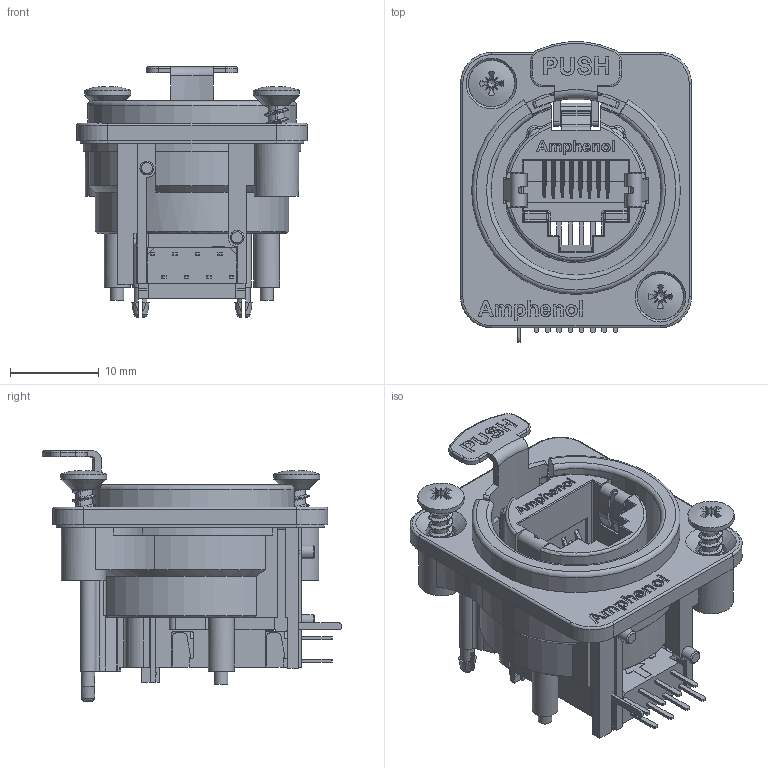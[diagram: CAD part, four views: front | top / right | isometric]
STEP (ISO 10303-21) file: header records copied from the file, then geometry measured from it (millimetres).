
FILE_DESCRIPTION((''),'2;1');
FILE_NAME('RJX8FD5HB.stp','2016-12-23T10:19:35',('thien'),(''),'Autodesk Inventor 2012','Autodesk Inventor 2012','');
FILE_SCHEMA(('CONFIG_CONTROL_DESIGN'));
Length unit declared in the file: millimetre
Products named in the file (11): XLRnet D shell horizontal; 53480107-330; 51270129-530; 52590045-730-01; 52080006-331; 50300303-030; 51560102-930; 50300304-030; 50300374-030; 50300303-030_MIR; 52500011-330
Assembly tree (11 placements, depth 2):
  XLRnet D shell horizontal
    53480107-330
    51270129-530
    52590045-730-01
    52080006-331
    50300303-030
    51560102-930
    50300304-030
    50300374-030
    50300303-030_MIR
    52500011-330  x2
Bounding box: 26 x 33.76 x 28.2 mm (x, y, z)
Volume: 5495.8 mm3; surface area: 10905.9 mm2
Topology: 11 solids, 11 shells, 2662 faces, 7232 edges, 4638 vertices
Faces by surface type: plane 1468, bspline 544, cylinder 495, cone 89, torus 54, sphere 12
Full cylindrical faces by diameter (mm): 0.7 x8, 0.75 x8, 1 x1, 1.3 x1, 1.384 x2, 1.5 x2, 1.55 x4, 2.9 x2, 3.4 x2, 5 x1, 5.2 x2
Entity records: 96011 total; most frequent: CARTESIAN_POINT 38283, ORIENTED_EDGE 12766, DIRECTION 10442, EDGE_CURVE 6383, VECTOR 4358, LINE 4358, VERTEX_POINT 4140, AXIS2_PLACEMENT_3D 3042
